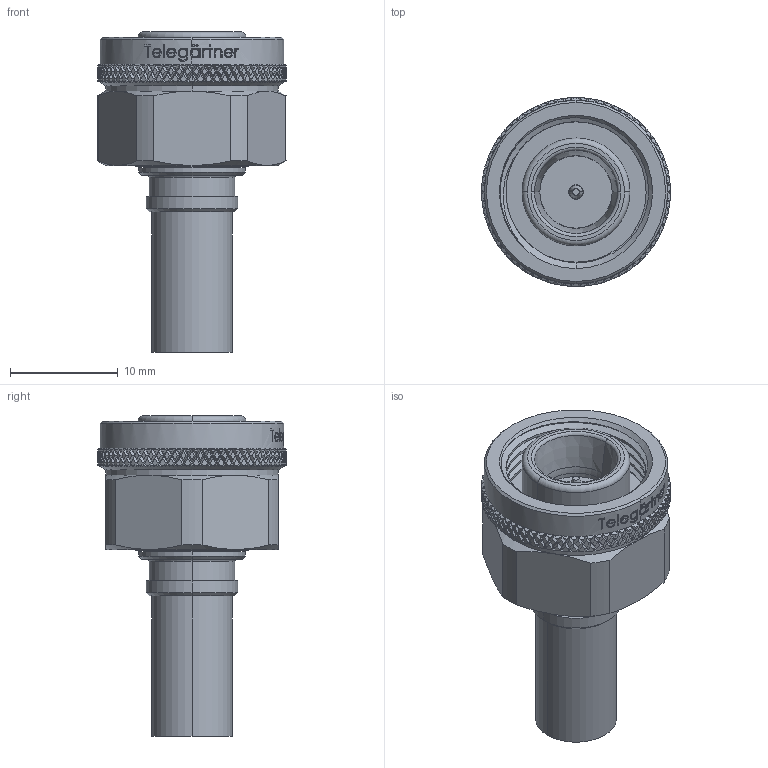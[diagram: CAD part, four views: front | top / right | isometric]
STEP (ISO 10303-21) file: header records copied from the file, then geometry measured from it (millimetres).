
FILE_DESCRIPTION (( 'STEP AP214' ), '1' );
FILE_NAME ('J01460A0010.STEP', '2019-08-08T06:23:00', ( '' ), ( '' ), 'SwSTEP 2.0', 'SolidWorks 2018', '' );
FILE_SCHEMA (( 'AUTOMOTIVE_DESIGN' ));
Length unit declared in the file: millimetre
Products named in the file (1): J01460A0010
Bounding box: 17.5 x 17.5 x 29.7 mm (x, y, z)
Volume: 2717.1 mm3; surface area: 2454.5 mm2
Topology: 1 solids, 1 shells, 1475 faces, 3295 edges, 1852 vertices
Faces by surface type: plane 990, cylinder 276, cone 109, bspline 86, torus 14
Entity records: 62240 total; most frequent: CARTESIAN_POINT 17425, ORIENTED_EDGE 6590, DIRECTION 5114, EDGE_CURVE 3295, AXIS2_PLACEMENT_3D 1870, VERTEX_POINT 1852, EDGE_LOOP 1505, ADVANCED_FACE 1475
